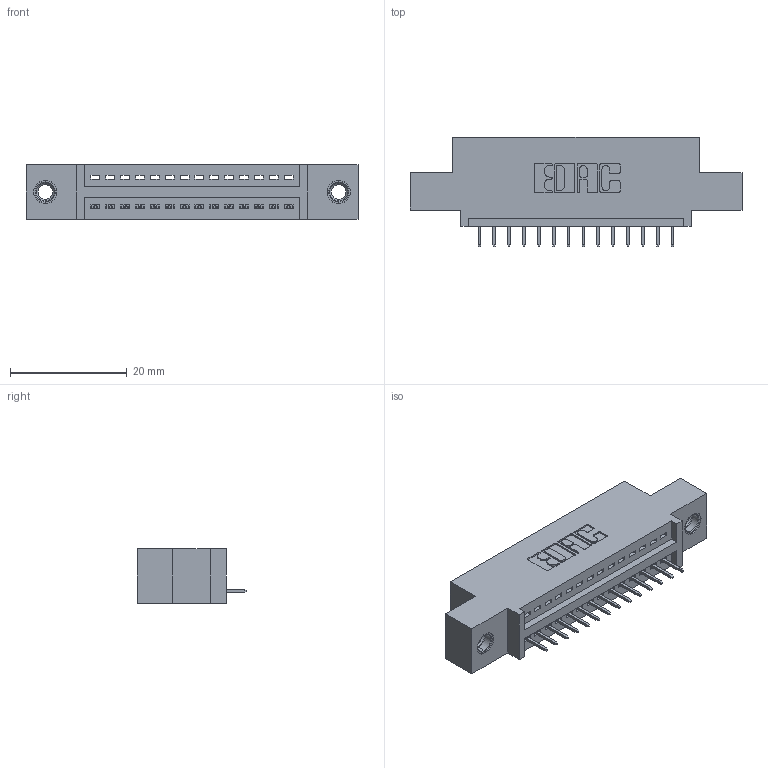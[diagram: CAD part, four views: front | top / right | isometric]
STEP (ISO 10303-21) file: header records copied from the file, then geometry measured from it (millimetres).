
FILE_DESCRIPTION (( 'STEP AP203' ), '1' );
FILE_NAME ('345-014-525-407.STEP', '2020-09-19T01:53:41', ( '' ), ( '' ), 'SwSTEP 2.0', 'SolidWorks 2020', '' );
FILE_SCHEMA (( 'CONFIG_CONTROL_DESIGN' ));
Length unit declared in the file: inch
Products named in the file (4): 345-292-001_345-293-125; 345-250-001_345-250-005-103; 345-014-525-407; 345 Part_0.110 Offset - 0.156 Dia-TI
Assembly tree (17 placements, depth 2):
  345-014-525-407
    345 Part_0.110 Offset - 0.156 Dia-TI
    345-292-001_345-293-125  x14
    345-250-001_345-250-005-103  x2
Bounding box: 56.77 x 18.72 x 9.4 mm (x, y, z)
Volume: 5018.6 mm3; surface area: 6212.5 mm2
Topology: 17 solids, 17 shells, 1058 faces, 3009 edges, 1942 vertices
Faces by surface type: plane 760, cylinder 282, cone 12, torus 4
Entity records: 15698 total; most frequent: CARTESIAN_POINT 2701, ORIENTED_EDGE 2642, DIRECTION 2427, EDGE_CURVE 1321, VECTOR 1117, LINE 1117, VERTEX_POINT 872, AXIS2_PLACEMENT_3D 655
